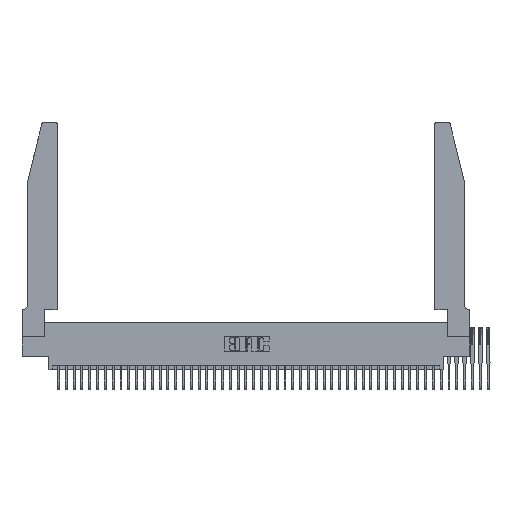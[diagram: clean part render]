
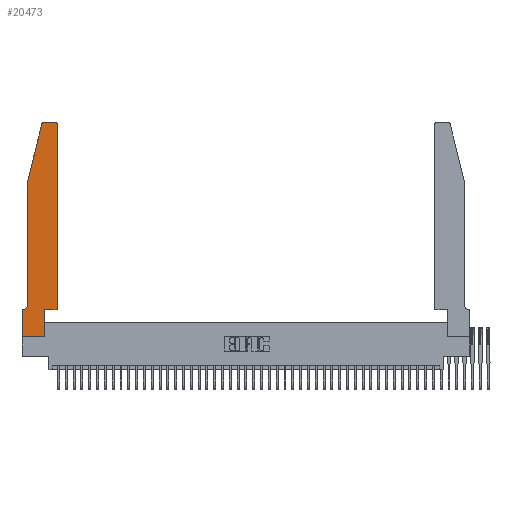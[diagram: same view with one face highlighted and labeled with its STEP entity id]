
A CAD part, top view. The second image highlights one B-rep face of the part: STEP entity #20473.
In plain terms, the highlighted planar face has unit normal (0, 0, 1).
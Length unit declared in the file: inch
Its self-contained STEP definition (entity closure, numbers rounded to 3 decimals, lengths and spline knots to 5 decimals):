
#371 = VERTEX_POINT ( 'NONE', #37407 ) ;
#437 = EDGE_CURVE ( 'NONE', #22898, #34963, #8415, .T. ) ;
#791 = CARTESIAN_POINT ( 'NONE',  ( 0., 0., 0.37 ) ) ;
#999 = DIRECTION ( 'NONE',  ( 0., 0., 1. ) ) ;
#1282 = CARTESIAN_POINT ( 'NONE',  ( 0.4505, 0.35, 0.37 ) ) ;
#1476 = VERTEX_POINT ( 'NONE', #2583 ) ;
#2583 = CARTESIAN_POINT ( 'NONE',  ( 0.2865, 0., 0.37 ) ) ;
#2714 = VECTOR ( 'NONE', #21781, 39.37008 ) ;
#2866 = EDGE_CURVE ( 'NONE', #21028, #16867, #38462, .T. ) ;
#2880 = CARTESIAN_POINT ( 'NONE',  ( 0., 0., 0.37 ) ) ;
#3389 = EDGE_CURVE ( 'NONE', #371, #41088, #28127, .T. ) ;
#4011 = DIRECTION ( 'NONE',  ( 1., 0., 0. ) ) ;
#4170 = AXIS2_PLACEMENT_3D ( 'NONE', #29850, #10795, #32987 ) ;
#4321 = EDGE_CURVE ( 'NONE', #16867, #22898, #38814, .T. ) ;
#4326 = VERTEX_POINT ( 'NONE', #2880 ) ;
#4446 = DIRECTION ( 'NONE',  ( -1., 0., 0. ) ) ;
#6225 = ORIENTED_EDGE ( 'NONE', *, *, #3389, .T. ) ;
#6240 = EDGE_CURVE ( 'NONE', #4326, #1476, #6918, .T. ) ;
#6284 = CARTESIAN_POINT ( 'NONE',  ( 0.0755, 2., 0.37 ) ) ;
#6745 = LINE ( 'NONE', #27813, #40414 ) ;
#6918 = LINE ( 'NONE', #791, #31296 ) ;
#7997 = ORIENTED_EDGE ( 'NONE', *, *, #36344, .T. ) ;
#8415 = CIRCLE ( 'NONE', #9571, 0.07 ) ;
#8722 = DIRECTION ( 'NONE',  ( 1., 0., 0. ) ) ;
#8745 = DIRECTION ( 'NONE',  ( 0., 1., 0. ) ) ;
#8867 = FACE_OUTER_BOUND ( 'NONE', #11845, .T. ) ;
#9452 = CARTESIAN_POINT ( 'NONE',  ( 0.0055, 0.42, 0.37 ) ) ;
#9543 = VECTOR ( 'NONE', #4446, 39.37008 ) ;
#9571 = AXIS2_PLACEMENT_3D ( 'NONE', #9452, #31672, #12710 ) ;
#9769 = ORIENTED_EDGE ( 'NONE', *, *, #41104, .T. ) ;
#10083 = ORIENTED_EDGE ( 'NONE', *, *, #4321, .T. ) ;
#10452 = CARTESIAN_POINT ( 'NONE',  ( 0.0055, 0.35, 0.37 ) ) ;
#10540 = LINE ( 'NONE', #32984, #9543 ) ;
#10795 = DIRECTION ( 'NONE',  ( 0., 0., 1. ) ) ;
#10887 = AXIS2_PLACEMENT_3D ( 'NONE', #32945, #14010, #36079 ) ;
#11463 = ORIENTED_EDGE ( 'NONE', *, *, #40234, .T. ) ;
#11845 = EDGE_LOOP ( 'NONE', ( #28499, #7997, #16379, #10083, #39581, #11463, #30484, #27394, #9769, #32744, #20537, #6225 ) ) ;
#12049 = VECTOR ( 'NONE', #8745, 39.37008 ) ;
#12710 = DIRECTION ( 'NONE',  ( -1., 0., 0. ) ) ;
#13087 = LINE ( 'NONE', #18297, #12049 ) ;
#13304 = VECTOR ( 'NONE', #28461, 39.37008 ) ;
#13664 = VECTOR ( 'NONE', #37754, 39.37008 ) ;
#13736 = EDGE_CURVE ( 'NONE', #41088, #31679, #17777, .T. ) ;
#14010 = DIRECTION ( 'NONE',  ( 0., 0., 1. ) ) ;
#14659 = LINE ( 'NONE', #1282, #31491 ) ;
#15153 = EDGE_CURVE ( 'NONE', #32766, #371, #14659, .T. ) ;
#15371 = CARTESIAN_POINT ( 'NONE',  ( 0., 0., 0.37 ) ) ;
#15556 = DIRECTION ( 'NONE',  ( -1., 0., 0. ) ) ;
#15709 = CARTESIAN_POINT ( 'NONE',  ( 0.0755, 2., 0.37 ) ) ;
#16379 = ORIENTED_EDGE ( 'NONE', *, *, #2866, .T. ) ;
#16867 = VERTEX_POINT ( 'NONE', #31365 ) ;
#17777 = LINE ( 'NONE', #34455, #34547 ) ;
#18297 = CARTESIAN_POINT ( 'NONE',  ( 0.2865, 0.35, 0.37 ) ) ;
#20231 = CARTESIAN_POINT ( 'NONE',  ( 0.4205, 2.72, 0.37 ) ) ;
#20303 = CARTESIAN_POINT ( 'NONE',  ( 0.4505, 0.35, 0.37 ) ) ;
#20325 = PLANE ( 'NONE',  #4170 ) ;
#20473 = ADVANCED_FACE ( 'NONE', ( #8867 ), #20325, .T. ) ;
#20517 = DIRECTION ( 'NONE',  ( 0., 1., 0. ) ) ;
#20537 = ORIENTED_EDGE ( 'NONE', *, *, #15153, .T. ) ;
#21028 = VERTEX_POINT ( 'NONE', #29692 ) ;
#21781 = DIRECTION ( 'NONE',  ( 0., -1., 0. ) ) ;
#21914 = EDGE_CURVE ( 'NONE', #40896, #32766, #6745, .T. ) ;
#22898 = VERTEX_POINT ( 'NONE', #32128 ) ;
#23399 = DIRECTION ( 'NONE',  ( 1., 0., 0. ) ) ;
#23579 = VERTEX_POINT ( 'NONE', #26029 ) ;
#26029 = CARTESIAN_POINT ( 'NONE',  ( 0., 0.35, 0.37 ) ) ;
#27394 = ORIENTED_EDGE ( 'NONE', *, *, #6240, .T. ) ;
#27412 = CARTESIAN_POINT ( 'NONE',  ( 0.284, 2.75, 0.37 ) ) ;
#27813 = CARTESIAN_POINT ( 'NONE',  ( 0.4505, 0.35, 0.37 ) ) ;
#28127 = CIRCLE ( 'NONE', #37224, 0.03 ) ;
#28214 = LINE ( 'NONE', #15371, #2714 ) ;
#28461 = DIRECTION ( 'NONE',  ( -0.239, -0.971, 0. ) ) ;
#28499 = ORIENTED_EDGE ( 'NONE', *, *, #13736, .T. ) ;
#29692 = CARTESIAN_POINT ( 'NONE',  ( 0.25487, 2.72718, 0.37 ) ) ;
#29850 = CARTESIAN_POINT ( 'NONE',  ( 0., 0.35, 0.37 ) ) ;
#29924 = CARTESIAN_POINT ( 'NONE',  ( 0.2865, 0.35, 0.37 ) ) ;
#30484 = ORIENTED_EDGE ( 'NONE', *, *, #31066, .T. ) ;
#31066 = EDGE_CURVE ( 'NONE', #23579, #4326, #28214, .T. ) ;
#31296 = VECTOR ( 'NONE', #4011, 39.37008 ) ;
#31365 = CARTESIAN_POINT ( 'NONE',  ( 0.0755, 2., 0.37 ) ) ;
#31491 = VECTOR ( 'NONE', #20517, 39.37008 ) ;
#31672 = DIRECTION ( 'NONE',  ( 0., 0., -1. ) ) ;
#31679 = VERTEX_POINT ( 'NONE', #27412 ) ;
#32128 = CARTESIAN_POINT ( 'NONE',  ( 0.0755, 0.42, 0.37 ) ) ;
#32744 = ORIENTED_EDGE ( 'NONE', *, *, #21914, .T. ) ;
#32766 = VERTEX_POINT ( 'NONE', #20303 ) ;
#32945 = CARTESIAN_POINT ( 'NONE',  ( 0.284, 2.72, 0.37 ) ) ;
#32984 = CARTESIAN_POINT ( 'NONE',  ( 0.0755, 0.35, 0.37 ) ) ;
#32987 = DIRECTION ( 'NONE',  ( 1., 0., 0. ) ) ;
#33319 = CIRCLE ( 'NONE', #10887, 0.03 ) ;
#34455 = CARTESIAN_POINT ( 'NONE',  ( 0.2605, 2.75, 0.37 ) ) ;
#34547 = VECTOR ( 'NONE', #15556, 39.37008 ) ;
#34963 = VERTEX_POINT ( 'NONE', #10452 ) ;
#36079 = DIRECTION ( 'NONE',  ( 1., 0., 0. ) ) ;
#36344 = EDGE_CURVE ( 'NONE', #31679, #21028, #33319, .T. ) ;
#37224 = AXIS2_PLACEMENT_3D ( 'NONE', #20231, #999, #23399 ) ;
#37407 = CARTESIAN_POINT ( 'NONE',  ( 0.4505, 2.72, 0.37 ) ) ;
#37754 = DIRECTION ( 'NONE',  ( 0., -1., 0. ) ) ;
#38462 = LINE ( 'NONE', #6284, #13304 ) ;
#38814 = LINE ( 'NONE', #15709, #13664 ) ;
#39581 = ORIENTED_EDGE ( 'NONE', *, *, #437, .T. ) ;
#40234 = EDGE_CURVE ( 'NONE', #34963, #23579, #10540, .T. ) ;
#40283 = CARTESIAN_POINT ( 'NONE',  ( 0.4205, 2.75, 0.37 ) ) ;
#40414 = VECTOR ( 'NONE', #8722, 39.37008 ) ;
#40896 = VERTEX_POINT ( 'NONE', #29924 ) ;
#41088 = VERTEX_POINT ( 'NONE', #40283 ) ;
#41104 = EDGE_CURVE ( 'NONE', #1476, #40896, #13087, .T. ) ;
